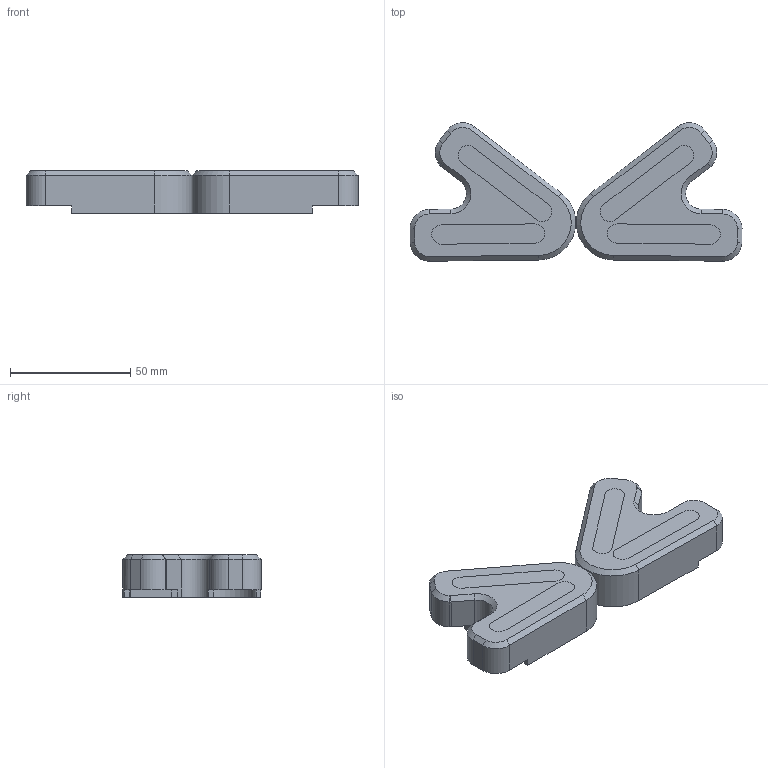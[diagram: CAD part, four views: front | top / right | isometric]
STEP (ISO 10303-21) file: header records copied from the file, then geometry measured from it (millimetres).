
FILE_DESCRIPTION(/* description */ (''),/* implementation_level */ '2;1');
FILE_NAME(/* name */ 'Frontlight Cover.step',/* time_stamp */ '2025-04-25T23:37:28+02:00',/* author */ (''),/* organization */ (''),/* preprocessor_version */ 'ST-DEVELOPER v20.1',/* originating_system */ 'Autodesk Translation Framework v14.4.0.0',/* authorisation */ '');
FILE_SCHEMA (('AUTOMOTIVE_DESIGN { 1 0 10303 214 3 1 1 }'));
Length unit declared in the file: millimetre
Products named in the file (1): Headlight Cover
Bounding box: 138 x 57.51 x 17.6 mm (x, y, z)
Volume: 26088.6 mm3; surface area: 25241 mm2
Topology: 6 solids, 6 shells, 136 faces, 346 edges, 222 vertices
Faces by surface type: plane 80, cylinder 42, cone 14
Entity records: 4142 total; most frequent: DIRECTION 724, CARTESIAN_POINT 719, ORIENTED_EDGE 692, EDGE_CURVE 346, AXIS2_PLACEMENT_3D 243, LINE 238, VECTOR 238, VERTEX_POINT 222
